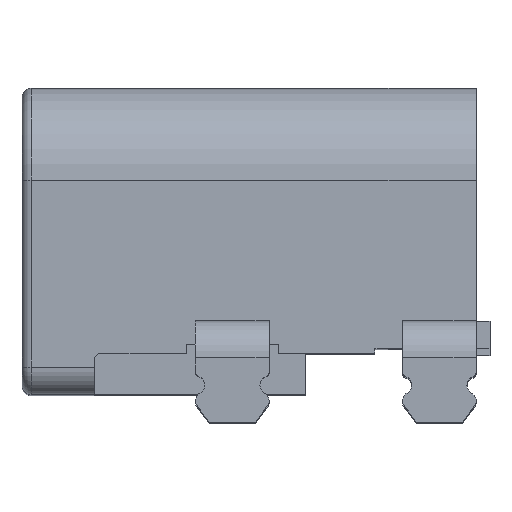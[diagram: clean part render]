
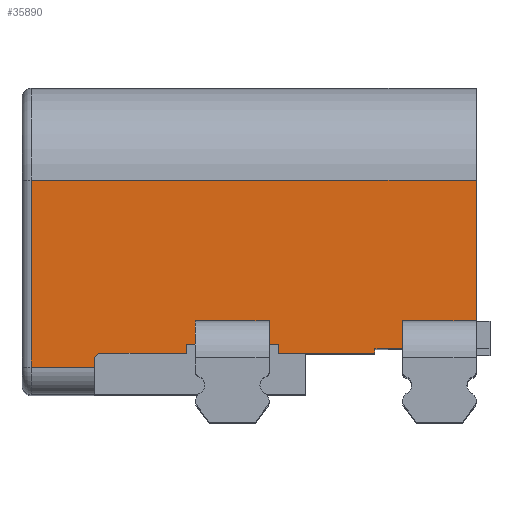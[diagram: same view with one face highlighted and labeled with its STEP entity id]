
A CAD part, top view. The second image highlights one B-rep face of the part: STEP entity #35890.
In plain terms, the highlighted planar face has unit normal (0, 0, 1).
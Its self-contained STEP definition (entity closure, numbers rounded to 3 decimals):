
#3790=CARTESIAN_POINT('',(25.645,1.58,
-273.186));
#3800=VERTEX_POINT('',#3790);
#3850=CARTESIAN_POINT('',(25.645,0.,
-273.186));
#3860=DIRECTION('',(0.,1.,0.));
#3870=VECTOR('',#3860,1.);
#3880=LINE('',#3850,#3870);
#3890=CARTESIAN_POINT('',(25.645,-0.45,
-273.186));
#3900=VERTEX_POINT('',#3890);
#3910=EDGE_CURVE('',#3900,#3800,#3880,.T.);
#8750=CARTESIAN_POINT('',(27.43,-0.2,
-273.186));
#8760=VERTEX_POINT('',#8750);
#8790=CARTESIAN_POINT('',(27.43,0.,
-273.186));
#8800=DIRECTION('',(-0.,-1.,0.));
#8810=VECTOR('',#8800,1.);
#8820=LINE('',#8790,#8810);
#8830=CARTESIAN_POINT('',(27.43,0.05,
-273.186));
#8840=VERTEX_POINT('',#8830);
#8850=EDGE_CURVE('',#8840,#8760,#8820,.T.);
#12590=CARTESIAN_POINT('',(29.38,-0.3,
-273.186));
#12600=DIRECTION('',(0.,1.,0.));
#12610=VECTOR('',#12600,1.);
#12620=LINE('',#12590,#12610);
#12630=CARTESIAN_POINT('',(29.38,-0.3,
-273.186));
#12640=VERTEX_POINT('',#12630);
#12650=CARTESIAN_POINT('',(29.38,-0.25,
-273.186));
#12660=VERTEX_POINT('',#12650);
#12670=EDGE_CURVE('',#12640,#12660,#12620,.T.);
#13870=CARTESIAN_POINT('',(30.48,0.05,
-273.186));
#13880=VERTEX_POINT('',#13870);
#13910=CARTESIAN_POINT('',(30.48,-0.25,
-273.186));
#13920=DIRECTION('',(0.,1.,0.));
#13930=VECTOR('',#13920,1.);
#13940=LINE('',#13910,#13930);
#13950=CARTESIAN_POINT('',(30.48,1.58,
-273.186));
#13960=VERTEX_POINT('',#13950);
#13970=EDGE_CURVE('',#13880,#13960,#13940,.T.);
#24090=CARTESIAN_POINT('',(26.33,-0.45,
-273.186));
#24100=VERTEX_POINT('',#24090);
#24130=CARTESIAN_POINT('',(26.33,-0.25,
-273.186));
#24140=DIRECTION('',(0.,-1.,0.));
#24150=VECTOR('',#24140,1.);
#24160=LINE('',#24130,#24150);
#24170=CARTESIAN_POINT('',(26.33,-0.35,
-273.186));
#24180=VERTEX_POINT('',#24170);
#24190=EDGE_CURVE('',#24180,#24100,#24160,.T.);
#34790=CARTESIAN_POINT('',(30.48,0.05,
-273.186));
#34800=DIRECTION('',(0.,0.,1.));
#34810=DIRECTION('',(0.,1.,0.));
#34820=AXIS2_PLACEMENT_3D('',#34790,#34800,#34810);
#34830=PLANE('',#34820);
#34840=CARTESIAN_POINT('',(30.63,0.05,
-273.186));
#34850=DIRECTION('',(1.,0.,0.));
#34860=VECTOR('',#34850,1.);
#34870=LINE('',#34840,#34860);
#34880=CARTESIAN_POINT('',(29.68,0.05,
-273.186));
#34890=VERTEX_POINT('',#34880);
#34900=EDGE_CURVE('',#34890,#13880,#34870,.T.);
#34910=ORIENTED_EDGE('',*,*,#34900,.T.);
#34920=CARTESIAN_POINT('',(29.68,0.,
-273.186));
#34930=DIRECTION('',(0.,1.,0.));
#34940=VECTOR('',#34930,1.);
#34950=LINE('',#34920,#34940);
#34960=CARTESIAN_POINT('',(29.68,-0.25,
-273.186));
#34970=VERTEX_POINT('',#34960);
#34980=EDGE_CURVE('',#34970,#34890,#34950,.T.);
#34990=ORIENTED_EDGE('',*,*,#34980,.T.);
#35000=CARTESIAN_POINT('',(30.48,-0.25,
-273.186));
#35010=DIRECTION('',(-1.,0.,0.));
#35020=VECTOR('',#35010,1.);
#35030=LINE('',#35000,#35020);
#35040=EDGE_CURVE('',#34970,#12660,#35030,.T.);
#35050=ORIENTED_EDGE('',*,*,#35040,.F.);
#35060=ORIENTED_EDGE('',*,*,#12670,.T.);
#35070=CARTESIAN_POINT('',(28.63,-0.3,
-273.186));
#35080=DIRECTION('',(1.,0.,0.));
#35090=VECTOR('',#35080,1.);
#35100=LINE('',#35070,#35090);
#35110=CARTESIAN_POINT('',(28.33,-0.3,
-273.186));
#35120=VERTEX_POINT('',#35110);
#35130=EDGE_CURVE('',#35120,#12640,#35100,.T.);
#35140=ORIENTED_EDGE('',*,*,#35130,.T.);
#35150=CARTESIAN_POINT('',(28.33,-0.25,
-273.186));
#35160=DIRECTION('',(0.,-1.,0.));
#35170=VECTOR('',#35160,1.);
#35180=LINE('',#35150,#35170);
#35190=CARTESIAN_POINT('',(28.33,-0.2,
-273.186));
#35200=VERTEX_POINT('',#35190);
#35210=EDGE_CURVE('',#35200,#35120,#35180,.T.);
#35220=ORIENTED_EDGE('',*,*,#35210,.T.);
#35230=CARTESIAN_POINT('',(30.63,-0.2,
-273.186));
#35240=DIRECTION('',(-1.,0.,0.));
#35250=VECTOR('',#35240,1.);
#35260=LINE('',#35230,#35250);
#35270=CARTESIAN_POINT('',(28.23,-0.2,
-273.186));
#35280=VERTEX_POINT('',#35270);
#35290=EDGE_CURVE('',#35200,#35280,#35260,.T.);
#35300=ORIENTED_EDGE('',*,*,#35290,.F.);
#35310=CARTESIAN_POINT('',(28.23,0.,
-273.186));
#35320=DIRECTION('',(0.,1.,0.));
#35330=VECTOR('',#35320,1.);
#35340=LINE('',#35310,#35330);
#35350=CARTESIAN_POINT('',(28.23,0.05,
-273.186));
#35360=VERTEX_POINT('',#35350);
#35370=EDGE_CURVE('',#35280,#35360,#35340,.T.);
#35380=ORIENTED_EDGE('',*,*,#35370,.F.);
#35390=EDGE_CURVE('',#8840,#35360,#34870,.T.);
#35400=ORIENTED_EDGE('',*,*,#35390,.T.);
#35410=ORIENTED_EDGE('',*,*,#8850,.F.);
#35420=CARTESIAN_POINT('',(30.63,-0.2,
-273.186));
#35430=DIRECTION('',(-1.,0.,0.));
#35440=VECTOR('',#35430,1.);
#35450=LINE('',#35420,#35440);
#35460=CARTESIAN_POINT('',(27.33,-0.2,
-273.186));
#35470=VERTEX_POINT('',#35460);
#35480=EDGE_CURVE('',#8760,#35470,#35450,.T.);
#35490=ORIENTED_EDGE('',*,*,#35480,.F.);
#35500=CARTESIAN_POINT('',(27.33,-0.25,
-273.186));
#35510=DIRECTION('',(0.,-1.,0.));
#35520=VECTOR('',#35510,1.);
#35530=LINE('',#35500,#35520);
#35540=CARTESIAN_POINT('',(27.33,-0.3,
-273.186));
#35550=VERTEX_POINT('',#35540);
#35560=EDGE_CURVE('',#35470,#35550,#35530,.T.);
#35570=ORIENTED_EDGE('',*,*,#35560,.F.);
#35580=CARTESIAN_POINT('',(26.83,-0.3,
-273.186));
#35590=DIRECTION('',(1.,0.,0.));
#35600=VECTOR('',#35590,1.);
#35610=LINE('',#35580,#35600);
#35620=CARTESIAN_POINT('',(26.38,-0.3,
-273.186));
#35630=VERTEX_POINT('',#35620);
#35640=EDGE_CURVE('',#35630,#35550,#35610,.T.);
#35650=ORIENTED_EDGE('',*,*,#35640,.T.);
#35660=CARTESIAN_POINT('',(26.68,0.,
-273.186));
#35670=DIRECTION('',(-0.707,-0.707,
0.));
#35680=VECTOR('',#35670,1.);
#35690=LINE('',#35660,#35680);
#35700=EDGE_CURVE('',#35630,#24180,#35690,.T.);
#35710=ORIENTED_EDGE('',*,*,#35700,.F.);
#35720=ORIENTED_EDGE('',*,*,#24190,.F.);
#35730=CARTESIAN_POINT('',(30.63,-0.45,
-273.186));
#35740=DIRECTION('',(-1.,0.,0.));
#35750=VECTOR('',#35740,1.);
#35760=LINE('',#35730,#35750);
#35770=EDGE_CURVE('',#24100,#3900,#35760,.T.);
#35780=ORIENTED_EDGE('',*,*,#35770,.F.);
#35790=ORIENTED_EDGE('',*,*,#3910,.F.);
#35800=CARTESIAN_POINT('',(30.63,1.58,
-273.186));
#35810=DIRECTION('',(1.,0.,0.));
#35820=VECTOR('',#35810,1.);
#35830=LINE('',#35800,#35820);
#35840=EDGE_CURVE('',#3800,#13960,#35830,.T.);
#35850=ORIENTED_EDGE('',*,*,#35840,.F.);
#35860=ORIENTED_EDGE('',*,*,#13970,.T.);
#35870=EDGE_LOOP('',(#35860,#35850,#35790,#35780,#35720,#35710,#35650,
#35570,#35490,#35410,#35400,#35380,#35300,#35220,#35140,#35060,#35050,
#34990,#34910));
#35880=FACE_OUTER_BOUND('',#35870,.T.);
#35890=ADVANCED_FACE('',(#35880),#34830,.T.);
